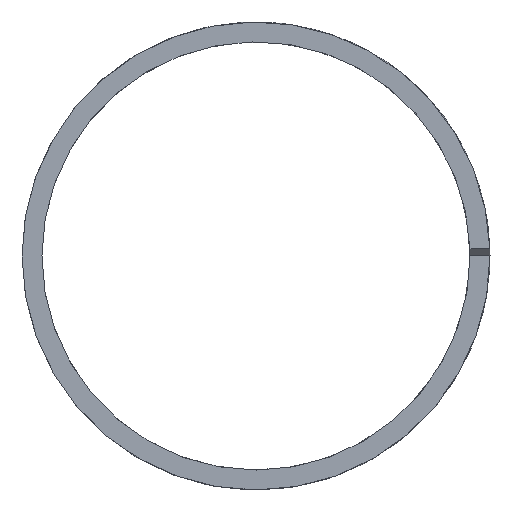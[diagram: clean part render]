
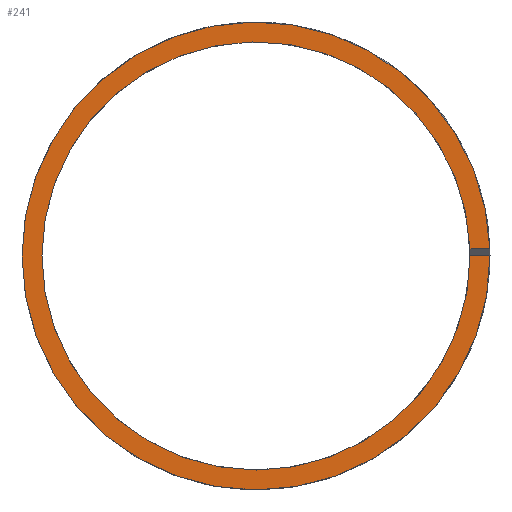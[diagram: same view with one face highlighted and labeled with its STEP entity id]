
A CAD part, front view. The second image highlights one B-rep face of the part: STEP entity #241.
In plain terms, the highlighted planar face has unit normal (0, -1, 0).
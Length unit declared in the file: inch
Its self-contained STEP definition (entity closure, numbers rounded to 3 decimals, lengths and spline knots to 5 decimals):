
#114=DIRECTION('',(-1.,0.,0.));
#115=VECTOR('',#114,4.00001);
#116=CARTESIAN_POINT('',(46.99992,-1.5,0.08579));
#117=LINE('',#116,#115);
#118=CARTESIAN_POINT('',(0.,-1.5,0.));
#119=DIRECTION('',(0.,1.,0.));
#120=DIRECTION('',(-1.,0.,0.));
#121=AXIS2_PLACEMENT_3D('',#118,#119,#120);
#123=DIRECTION('',(-1.,0.,0.));
#124=VECTOR('',#123,4.00223);
#125=CARTESIAN_POINT('',(46.97606,-1.5,1.5));
#126=LINE('',#125,#124);
#127=CARTESIAN_POINT('',(0.,-1.5,0.));
#128=DIRECTION('',(0.,-1.,0.));
#129=DIRECTION('',(0.999,0.,0.035));
#130=AXIS2_PLACEMENT_3D('',#127,#128,#129);
#137=CARTESIAN_POINT('',(0.,-1.5,0.));
#138=DIRECTION('',(0.,1.,0.));
#139=DIRECTION('',(1.,0.,0.002));
#140=AXIS2_PLACEMENT_3D('',#137,#138,#139);
#188=CARTESIAN_POINT('',(0.,-1.5,0.));
#189=DIRECTION('',(0.,-1.,0.));
#190=DIRECTION('',(-1.,0.,0.));
#191=AXIS2_PLACEMENT_3D('',#188,#189,#190);
#198=CARTESIAN_POINT('',(-47.,-1.5,0.));
#200=VERTEX_POINT('',#198);
#202=CARTESIAN_POINT('',(-43.,-1.5,0.));
#204=VERTEX_POINT('',#202);
#206=CARTESIAN_POINT('',(46.99992,-1.5,0.08579));
#207=CARTESIAN_POINT('',(42.99991,-1.5,0.08579));
#208=VERTEX_POINT('',#206);
#209=VERTEX_POINT('',#207);
#210=CARTESIAN_POINT('',(46.97606,-1.5,1.5));
#211=CARTESIAN_POINT('',(42.97383,-1.5,1.5));
#212=VERTEX_POINT('',#210);
#213=VERTEX_POINT('',#211);
#222=CARTESIAN_POINT('',(0.,-1.5,0.));
#223=DIRECTION('',(0.,1.,0.));
#224=DIRECTION('',(1.,0.,0.));
#225=AXIS2_PLACEMENT_3D('',#222,#223,#224);
#226=PLANE('',#225);
#228=ORIENTED_EDGE('',*,*,#227,.F.);
#230=ORIENTED_EDGE('',*,*,#229,.F.);
#232=ORIENTED_EDGE('',*,*,#231,.T.);
#234=ORIENTED_EDGE('',*,*,#233,.T.);
#236=ORIENTED_EDGE('',*,*,#235,.T.);
#238=ORIENTED_EDGE('',*,*,#237,.F.);
#239=EDGE_LOOP('',(#228,#230,#232,#234,#236,#238));
#240=FACE_OUTER_BOUND('',#239,.F.);
#122=CIRCLE('',#121,47.);
#131=CIRCLE('',#130,43.);
#141=CIRCLE('',#140,43.);
#192=CIRCLE('',#191,47.);
#227=EDGE_CURVE('',#208,#209,#117,.T.);
#229=EDGE_CURVE('',#200,#208,#192,.T.);
#231=EDGE_CURVE('',#200,#212,#122,.T.);
#233=EDGE_CURVE('',#212,#213,#126,.T.);
#235=EDGE_CURVE('',#213,#204,#131,.T.);
#237=EDGE_CURVE('',#209,#204,#141,.T.);
#241=ADVANCED_FACE('',(#240),#226,.F.);
